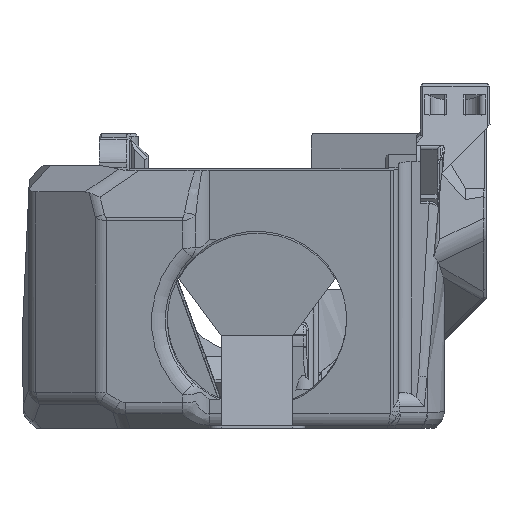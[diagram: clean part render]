
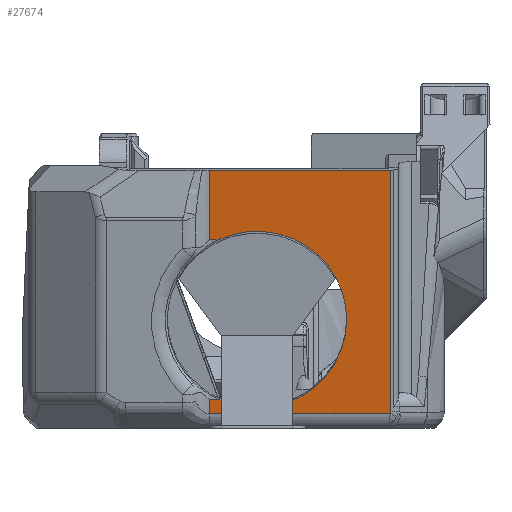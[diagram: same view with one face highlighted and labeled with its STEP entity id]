
A CAD part, left-side view. The second image highlights one B-rep face of the part: STEP entity #27674.
In plain terms, the highlighted planar face has unit normal (-0.985, 0, -0.174).
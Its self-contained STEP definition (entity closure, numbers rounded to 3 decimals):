
#612=ELLIPSE('',#29869,1.92,1.);
#1161=B_SPLINE_CURVE_WITH_KNOTS('',3,(#47225,#47226,#47227,#47228),
 .UNSPECIFIED.,.F.,.F.,(4,4),(0.,0.001),.UNSPECIFIED.);
#1168=B_SPLINE_CURVE_WITH_KNOTS('',3,(#47370,#47371,#47372,#47373),
 .UNSPECIFIED.,.F.,.F.,(4,4),(0.,0.001),.UNSPECIFIED.);
#2059=CIRCLE('',#29870,14.);
#6721=ORIENTED_EDGE('',*,*,#13427,.T.);
#6722=ORIENTED_EDGE('',*,*,#13490,.T.);
#6723=ORIENTED_EDGE('',*,*,#13488,.F.);
#6724=ORIENTED_EDGE('',*,*,#13491,.F.);
#6725=ORIENTED_EDGE('',*,*,#13492,.T.);
#6726=ORIENTED_EDGE('',*,*,#13493,.T.);
#6727=ORIENTED_EDGE('',*,*,#13494,.T.);
#6728=ORIENTED_EDGE('',*,*,#13430,.T.);
#6729=ORIENTED_EDGE('',*,*,#13428,.T.);
#13427=EDGE_CURVE('',#16891,#16963,#19248,.T.);
#13428=EDGE_CURVE('',#16964,#16891,#19249,.F.);
#13430=EDGE_CURVE('',#16965,#16964,#1161,.T.);
#13488=EDGE_CURVE('',#17004,#17005,#19292,.F.);
#13490=EDGE_CURVE('',#16963,#17005,#612,.F.);
#13491=EDGE_CURVE('',#17006,#17004,#19293,.T.);
#13492=EDGE_CURVE('',#17006,#17007,#19294,.F.);
#13493=EDGE_CURVE('',#17007,#17008,#1168,.F.);
#13494=EDGE_CURVE('',#17008,#16965,#2059,.T.);
#16891=VERTEX_POINT('',#46935);
#16963=VERTEX_POINT('',#47192);
#16964=VERTEX_POINT('',#47196);
#16965=VERTEX_POINT('',#47229);
#17004=VERTEX_POINT('',#47360);
#17005=VERTEX_POINT('',#47362);
#17006=VERTEX_POINT('',#47367);
#17007=VERTEX_POINT('',#47369);
#17008=VERTEX_POINT('',#47374);
#19248=LINE('',#47193,#21597);
#19249=LINE('',#47195,#21598);
#19292=LINE('',#47361,#21641);
#19293=LINE('',#47366,#21642);
#19294=LINE('',#47368,#21643);
#21597=VECTOR('',#34661,1000.);
#21598=VECTOR('',#34664,1000.);
#21641=VECTOR('',#34755,1000.);
#21642=VECTOR('',#34762,1000.);
#21643=VECTOR('',#34763,1000.);
#23402=EDGE_LOOP('',(#6721,#6722,#6723,#6724,#6725,#6726,#6727,#6728,#6729));
#25141=FACE_BOUND('',#23402,.T.);
#26506=PLANE('',#29868);
#27674=ADVANCED_FACE('',(#25141),#26506,.F.);
#29868=AXIS2_PLACEMENT_3D('',#47364,#34758,#34759);
#29869=AXIS2_PLACEMENT_3D('',#47365,#34760,#34761);
#29870=AXIS2_PLACEMENT_3D('',#47375,#34764,#34765);
#34661=DIRECTION('',(0.,-1.,0.));
#34664=DIRECTION('',(-0.174,0.,0.985));
#34755=DIRECTION('',(-0.174,0.,0.985));
#34758=DIRECTION('',(0.985,0.,0.174));
#34759=DIRECTION('',(-0.174,0.,0.985));
#34760=DIRECTION('',(0.985,0.,0.174));
#34761=DIRECTION('',(0.126,-0.686,-0.716));
#34762=DIRECTION('',(0.,-1.,0.));
#34763=DIRECTION('',(-0.174,0.,0.985));
#34764=DIRECTION('',(0.985,0.,0.174));
#34765=DIRECTION('',(-0.174,0.,0.985));
#46935=CARTESIAN_POINT('',(-27.864,12.27,2.262));
#47192=CARTESIAN_POINT('',(-27.864,-15.951,2.262));
#47193=CARTESIAN_POINT('',(-27.864,-14.655,2.262));
#47195=CARTESIAN_POINT('',(-31.185,12.27,21.099));
#47196=CARTESIAN_POINT('',(-28.255,12.27,4.482));
#47225=CARTESIAN_POINT('',(-28.27,10.952,4.562));
#47226=CARTESIAN_POINT('',(-28.27,11.393,4.564));
#47227=CARTESIAN_POINT('',(-28.265,11.833,4.537));
#47228=CARTESIAN_POINT('',(-28.255,12.27,4.482));
#47229=CARTESIAN_POINT('',(-28.27,10.952,4.562));
#47360=CARTESIAN_POINT('',(-34.572,-16.002,40.304));
#47361=CARTESIAN_POINT('',(-7.663,-16.002,-112.301));
#47362=CARTESIAN_POINT('',(-27.916,-16.002,2.558));
#47364=CARTESIAN_POINT('',(-31.185,24.853,21.099));
#47365=CARTESIAN_POINT('',(-28.071,-14.497,3.435));
#47366=CARTESIAN_POINT('',(-34.572,24.853,40.304));
#47367=CARTESIAN_POINT('',(-34.572,12.27,40.304));
#47368=CARTESIAN_POINT('',(-31.185,12.27,21.099));
#47369=CARTESIAN_POINT('',(-32.66,12.27,29.463));
#47370=CARTESIAN_POINT('',(-32.646,10.952,29.383));
#47371=CARTESIAN_POINT('',(-32.646,11.393,29.381));
#47372=CARTESIAN_POINT('',(-32.651,11.833,29.409));
#47373=CARTESIAN_POINT('',(-32.66,12.27,29.463));
#47374=CARTESIAN_POINT('',(-32.646,10.952,29.383));
#47375=CARTESIAN_POINT('',(-30.458,4.853,16.973));
